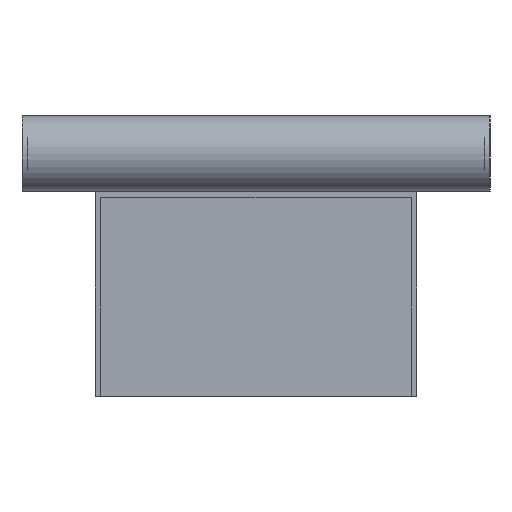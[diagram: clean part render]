
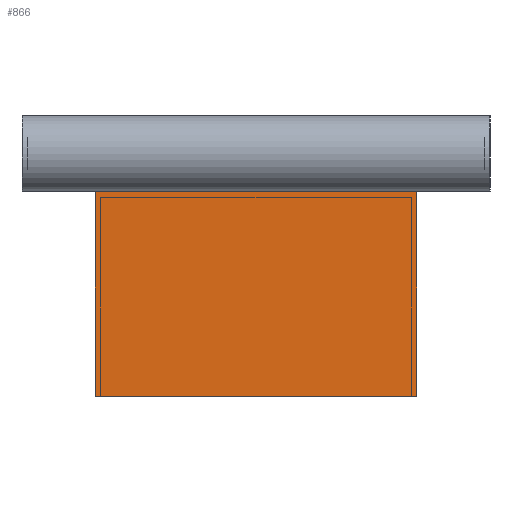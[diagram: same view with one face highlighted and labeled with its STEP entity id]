
A CAD part, left-side view. The second image highlights one B-rep face of the part: STEP entity #866.
In plain terms, the highlighted planar face has unit normal (-1, 0, 0).
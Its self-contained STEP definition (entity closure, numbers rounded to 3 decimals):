
#30 = VECTOR ( 'NONE', #943, 1000. ) ;
#46 = ORIENTED_EDGE ( 'NONE', *, *, #314, .F. ) ;
#86 = VERTEX_POINT ( 'NONE', #129 ) ;
#91 = CARTESIAN_POINT ( 'NONE',  ( -77.5, 27.5, -35. ) ) ;
#129 = CARTESIAN_POINT ( 'NONE',  ( -77.5, -27.5, 0. ) ) ;
#236 = LINE ( 'NONE', #1489, #1223 ) ;
#262 = CARTESIAN_POINT ( 'NONE',  ( -77.5, -27.5, -35. ) ) ;
#314 = EDGE_CURVE ( 'NONE', #1443, #2044, #1385, .T. ) ;
#381 = CARTESIAN_POINT ( 'NONE',  ( -77.5, -27.5, -35. ) ) ;
#456 = VECTOR ( 'NONE', #586, 1000. ) ;
#503 = EDGE_CURVE ( 'NONE', #1596, #1443, #888, .T. ) ;
#562 = FACE_OUTER_BOUND ( 'NONE', #1622, .T. ) ;
#586 = DIRECTION ( 'NONE',  ( 0., 0., 1. ) ) ;
#651 = EDGE_CURVE ( 'NONE', #1596, #86, #1169, .T. ) ;
#676 = DIRECTION ( 'NONE',  ( 0., 1., 0. ) ) ;
#797 = DIRECTION ( 'NONE',  ( 1., 0., 0. ) ) ;
#866 = ADVANCED_FACE ( 'NONE', ( #562 ), #1469, .F. ) ;
#888 = LINE ( 'NONE', #381, #2011 ) ;
#943 = DIRECTION ( 'NONE',  ( 0., 0., 1. ) ) ;
#1073 = ORIENTED_EDGE ( 'NONE', *, *, #651, .T. ) ;
#1084 = CARTESIAN_POINT ( 'NONE',  ( -77.5, -27.5, -35. ) ) ;
#1119 = CARTESIAN_POINT ( 'NONE',  ( -77.5, -27.5, -35. ) ) ;
#1169 = LINE ( 'NONE', #262, #456 ) ;
#1223 = VECTOR ( 'NONE', #676, 1000. ) ;
#1287 = DIRECTION ( 'NONE',  ( 0., 0., -1. ) ) ;
#1331 = ORIENTED_EDGE ( 'NONE', *, *, #1901, .T. ) ;
#1372 = CARTESIAN_POINT ( 'NONE',  ( -77.5, 27.5, 0. ) ) ;
#1385 = LINE ( 'NONE', #1785, #30 ) ;
#1391 = ORIENTED_EDGE ( 'NONE', *, *, #503, .F. ) ;
#1443 = VERTEX_POINT ( 'NONE', #91 ) ;
#1469 = PLANE ( 'NONE',  #2038 ) ;
#1489 = CARTESIAN_POINT ( 'NONE',  ( -77.5, -27.5, 0. ) ) ;
#1596 = VERTEX_POINT ( 'NONE', #1084 ) ;
#1622 = EDGE_LOOP ( 'NONE', ( #1331, #46, #1391, #1073 ) ) ;
#1785 = CARTESIAN_POINT ( 'NONE',  ( -77.5, 27.5, -35. ) ) ;
#1867 = DIRECTION ( 'NONE',  ( 0., 1., 0. ) ) ;
#1901 = EDGE_CURVE ( 'NONE', #86, #2044, #236, .T. ) ;
#2011 = VECTOR ( 'NONE', #1867, 1000. ) ;
#2038 = AXIS2_PLACEMENT_3D ( 'NONE', #1119, #797, #1287 ) ;
#2044 = VERTEX_POINT ( 'NONE', #1372 ) ;
